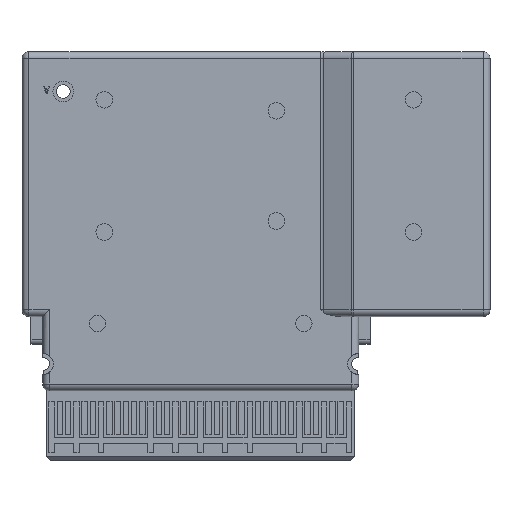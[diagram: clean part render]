
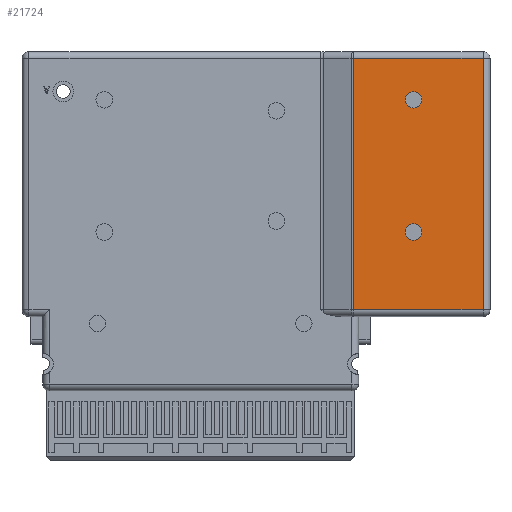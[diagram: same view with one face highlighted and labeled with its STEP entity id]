
A CAD part, front view. The second image highlights one B-rep face of the part: STEP entity #21724.
In plain terms, the highlighted planar face has unit normal (0, -1, 0).
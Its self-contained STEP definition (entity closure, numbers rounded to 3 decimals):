
#4434=DIRECTION('',(0.,0.,-1.));
#4435=VECTOR('',#4434,18.25);
#4436=CARTESIAN_POINT('',(11.101,-5.9,24.15));
#4437=LINE('',#4436,#4435);
#4691=CARTESIAN_POINT('',(15.475,-5.9,21.15));
#4692=DIRECTION('',(0.,-1.,0.));
#4693=DIRECTION('',(0.,0.,-1.));
#4694=AXIS2_PLACEMENT_3D('',#4691,#4692,#4693);
#4696=CARTESIAN_POINT('',(15.475,-5.9,21.15));
#4697=DIRECTION('',(0.,-1.,0.));
#4698=DIRECTION('',(0.,0.,1.));
#4699=AXIS2_PLACEMENT_3D('',#4696,#4697,#4698);
#4701=CARTESIAN_POINT('',(15.475,-5.9,11.55));
#4702=DIRECTION('',(0.,-1.,0.));
#4703=DIRECTION('',(0.,0.,-1.));
#4704=AXIS2_PLACEMENT_3D('',#4701,#4702,#4703);
#4706=CARTESIAN_POINT('',(15.475,-5.9,11.55));
#4707=DIRECTION('',(0.,-1.,0.));
#4708=DIRECTION('',(0.,0.,1.));
#4709=AXIS2_PLACEMENT_3D('',#4706,#4707,#4708);
#4711=DIRECTION('',(-1.,0.,0.));
#4712=VECTOR('',#4711,9.424);
#4713=CARTESIAN_POINT('',(20.525,-5.9,5.9));
#4714=LINE('',#4713,#4712);
#4715=DIRECTION('',(1.,0.,0.));
#4716=VECTOR('',#4715,9.424);
#4717=CARTESIAN_POINT('',(11.101,-5.9,24.15));
#4718=LINE('',#4717,#4716);
#4719=DIRECTION('',(0.,0.,-1.));
#4720=VECTOR('',#4719,18.25);
#4721=CARTESIAN_POINT('',(20.525,-5.9,24.15));
#4722=LINE('',#4721,#4720);
#11607=CARTESIAN_POINT('',(15.475,-5.9,20.55));
#11608=CARTESIAN_POINT('',(15.475,-5.9,21.75));
#11609=VERTEX_POINT('',#11607);
#11610=VERTEX_POINT('',#11608);
#11611=CARTESIAN_POINT('',(15.475,-5.9,10.95));
#11612=CARTESIAN_POINT('',(15.475,-5.9,12.15));
#11613=VERTEX_POINT('',#11611);
#11614=VERTEX_POINT('',#11612);
#11711=CARTESIAN_POINT('',(11.101,-5.9,5.9));
#11712=VERTEX_POINT('',#11711);
#11715=CARTESIAN_POINT('',(20.525,-5.9,5.9));
#11716=VERTEX_POINT('',#11715);
#11721=CARTESIAN_POINT('',(20.525,-5.9,24.15));
#11722=VERTEX_POINT('',#11721);
#11727=CARTESIAN_POINT('',(11.101,-5.9,24.15));
#11728=VERTEX_POINT('',#11727);
#21701=CARTESIAN_POINT('',(11.013,-5.9,24.1));
#21702=DIRECTION('',(0.,-1.,0.));
#21703=DIRECTION('',(1.,0.,0.));
#21704=AXIS2_PLACEMENT_3D('',#21701,#21702,#21703);
#21705=PLANE('',#21704);
#21706=ORIENTED_EDGE('',*,*,#21276,.T.);
#21707=ORIENTED_EDGE('',*,*,#21305,.F.);
#21708=ORIENTED_EDGE('',*,*,#21382,.T.);
#21709=ORIENTED_EDGE('',*,*,#21695,.T.);
#21710=EDGE_LOOP('',(#21706,#21707,#21708,#21709));
#21711=FACE_OUTER_BOUND('',#21710,.F.);
#21713=ORIENTED_EDGE('',*,*,#21712,.T.);
#21715=ORIENTED_EDGE('',*,*,#21714,.T.);
#21716=EDGE_LOOP('',(#21713,#21715));
#21717=FACE_BOUND('',#21716,.F.);
#21719=ORIENTED_EDGE('',*,*,#21718,.T.);
#21721=ORIENTED_EDGE('',*,*,#21720,.T.);
#21722=EDGE_LOOP('',(#21719,#21721));
#21723=FACE_BOUND('',#21722,.F.);
#21724=ADVANCED_FACE('',(#21711,#21717,#21723),#21705,.T.);
#4695=CIRCLE('',#4694,0.6);
#4700=CIRCLE('',#4699,0.6);
#4705=CIRCLE('',#4704,0.6);
#4710=CIRCLE('',#4709,0.6);
#21276=EDGE_CURVE('',#11716,#11712,#4714,.T.);
#21305=EDGE_CURVE('',#11728,#11712,#4437,.T.);
#21382=EDGE_CURVE('',#11728,#11722,#4718,.T.);
#21695=EDGE_CURVE('',#11722,#11716,#4722,.T.);
#21712=EDGE_CURVE('',#11609,#11610,#4695,.T.);
#21714=EDGE_CURVE('',#11610,#11609,#4700,.T.);
#21718=EDGE_CURVE('',#11613,#11614,#4705,.T.);
#21720=EDGE_CURVE('',#11614,#11613,#4710,.T.);
